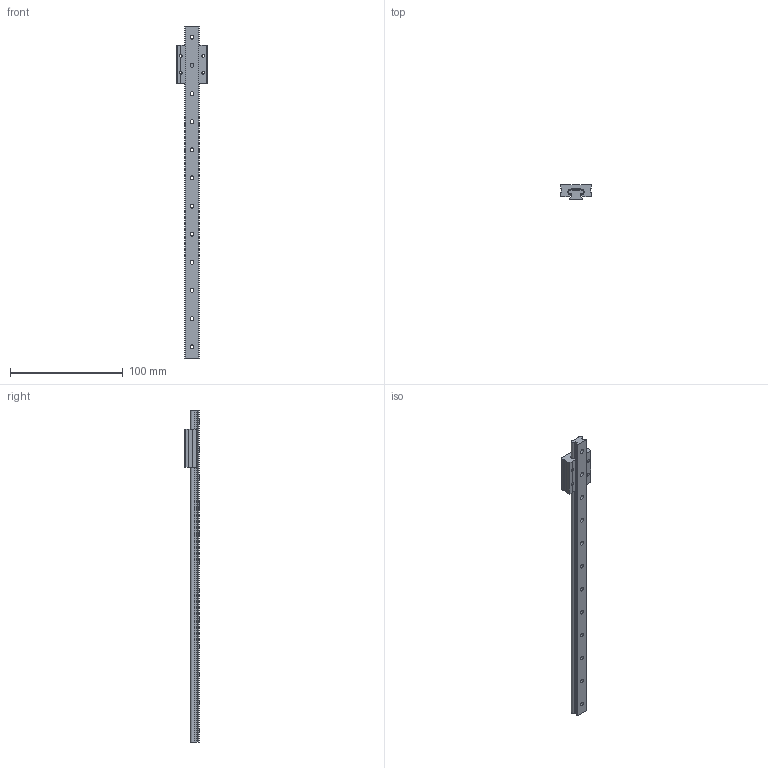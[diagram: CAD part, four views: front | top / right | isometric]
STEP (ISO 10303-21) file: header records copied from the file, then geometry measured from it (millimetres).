
FILE_DESCRIPTION (( 'STEP AP214' ), '1' );
FILE_NAME ('GST_580AE27BD3.step', '2021-08-23T12:59:58', ( '' ), ( '' ), 'SwSTEP 2.0', 'SolidWorks 2019', '' );
FILE_SCHEMA (( 'AUTOMOTIVE_DESIGN' ));
Length unit declared in the file: inch
Products named in the file (3): GST_580AE27BD3; WVXg6Ipri3_CADModel_0
Assembly tree (1 placements, depth 2):
  GST_580AE27BD3
    WVXg6Ipri3_CADModel_0
  WVXg6Ipri3_CADModel_0
Bounding box: 27 x 13 x 295 mm (x, y, z)
Volume: 35620.5 mm3; surface area: 25385.7 mm2
Topology: 7 solids, 7 shells, 280 faces, 774 edges, 516 vertices
Faces by surface type: plane 154, cylinder 126
Entity records: 12865 total; most frequent: CARTESIAN_POINT 1647, DIRECTION 1572, ORIENTED_EDGE 1548, EDGE_CURVE 774, AXIS2_PLACEMENT_3D 537, VERTEX_POINT 516, LINE 498, VECTOR 498
